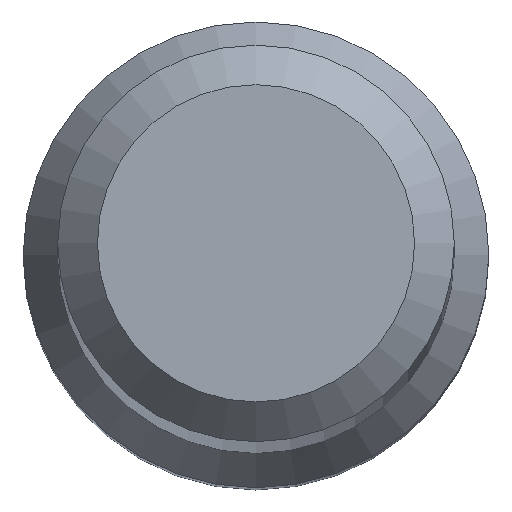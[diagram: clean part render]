
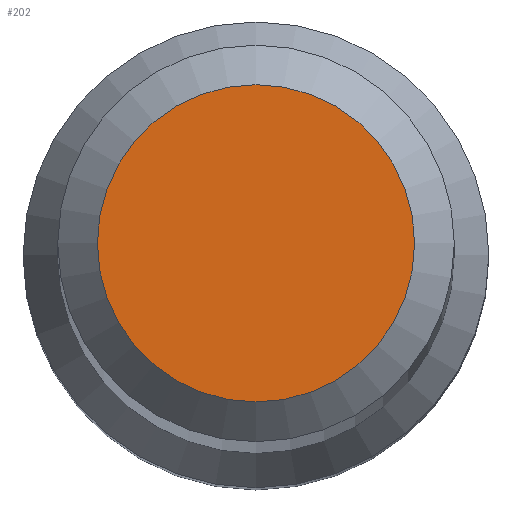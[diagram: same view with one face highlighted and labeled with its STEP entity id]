
A CAD part, top view. The second image highlights one B-rep face of the part: STEP entity #202.
In plain terms, the highlighted planar face has unit normal (0, 0, 1).
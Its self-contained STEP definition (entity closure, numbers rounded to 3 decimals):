
#11 = CIRCLE ( 'NONE', #146, 1.6 ) ;
#18 = AXIS2_PLACEMENT_3D ( 'NONE', #142, #122, #161 ) ;
#70 = PLANE ( 'NONE',  #18 ) ;
#91 = DIRECTION ( 'NONE',  ( 0., 0., -1. ) ) ;
#112 = CARTESIAN_POINT ( 'NONE',  ( 0., 1.6, 80. ) ) ;
#122 = DIRECTION ( 'NONE',  ( 0., 0., 1. ) ) ;
#136 = EDGE_LOOP ( 'NONE', ( #221 ) ) ;
#142 = CARTESIAN_POINT ( 'NONE',  ( 0., 0., 80. ) ) ;
#146 = AXIS2_PLACEMENT_3D ( 'NONE', #197, #91, #195 ) ;
#154 = EDGE_CURVE ( 'NONE', #224, #224, #11, .T. ) ;
#161 = DIRECTION ( 'NONE',  ( 0., -1., 0. ) ) ;
#195 = DIRECTION ( 'NONE',  ( 0., 1., 0. ) ) ;
#197 = CARTESIAN_POINT ( 'NONE',  ( 0., 0., 80. ) ) ;
#202 = ADVANCED_FACE ( 'NONE', ( #235 ), #70, .T. ) ;
#221 = ORIENTED_EDGE ( 'NONE', *, *, #154, .F. ) ;
#224 = VERTEX_POINT ( 'NONE', #112 ) ;
#235 = FACE_OUTER_BOUND ( 'NONE', #136, .T. ) ;
